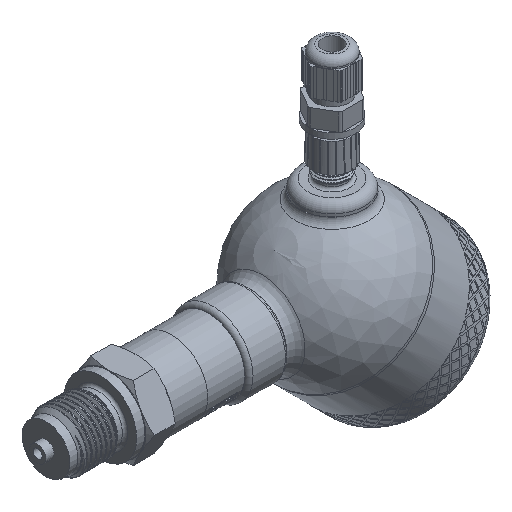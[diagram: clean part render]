
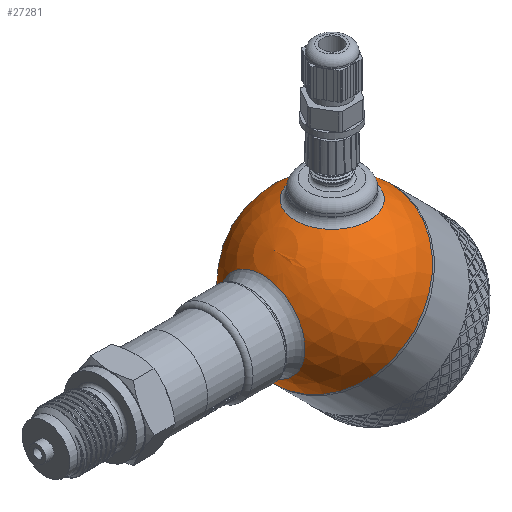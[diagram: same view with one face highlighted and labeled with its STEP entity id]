
A CAD part, isometric view. The second image highlights one B-rep face of the part: STEP entity #27281.
In plain terms, the highlighted spherical face has radius 30 mm.
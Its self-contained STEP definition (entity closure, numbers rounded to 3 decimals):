
#65=SPHERICAL_SURFACE('',#28936,30.);
#145=FACE_BOUND('',#3820,.T.);
#146=FACE_BOUND('',#3821,.T.);
#2081=FACE_OUTER_BOUND('',#3819,.T.);
#3819=EDGE_LOOP('',(#19701,#19702,#19703,#19704));
#3820=EDGE_LOOP('',(#19705));
#3821=EDGE_LOOP('',(#19706));
#5463=CIRCLE('',#28859,30.);
#5464=CIRCLE('',#28860,30.);
#5491=CIRCLE('',#28932,13.5);
#5494=CIRCLE('',#28937,30.);
#5495=CIRCLE('',#28938,15.643);
#10862=VERTEX_POINT('',#38464);
#10863=VERTEX_POINT('',#38466);
#11338=VERTEX_POINT('',#44528);
#11340=VERTEX_POINT('',#44535);
#11341=VERTEX_POINT('',#44537);
#13780=EDGE_CURVE('',#10862,#10863,#5463,.T.);
#13781=EDGE_CURVE('',#10863,#10862,#5464,.T.);
#14496=EDGE_CURVE('',#11338,#11338,#5491,.T.);
#14499=EDGE_CURVE('',#10863,#11340,#5494,.T.);
#14500=EDGE_CURVE('',#11341,#11341,#5495,.T.);
#19701=ORIENTED_EDGE('',*,*,#13781,.F.);
#19702=ORIENTED_EDGE('',*,*,#14499,.T.);
#19703=ORIENTED_EDGE('',*,*,#14499,.F.);
#19704=ORIENTED_EDGE('',*,*,#13780,.F.);
#19705=ORIENTED_EDGE('',*,*,#14500,.F.);
#19706=ORIENTED_EDGE('',*,*,#14496,.F.);
#27281=ADVANCED_FACE('',(#2081,#145,#146),#65,.T.);
#28859=AXIS2_PLACEMENT_3D('',#38467,#30348,#30349);
#28860=AXIS2_PLACEMENT_3D('',#38468,#30350,#30351);
#28932=AXIS2_PLACEMENT_3D('',#44529,#30746,#30747);
#28936=AXIS2_PLACEMENT_3D('',#44534,#30754,#30755);
#28937=AXIS2_PLACEMENT_3D('',#44536,#30756,#30757);
#28938=AXIS2_PLACEMENT_3D('',#44538,#30758,#30759);
#30348=DIRECTION('center_axis',(1.,0.,0.));
#30349=DIRECTION('ref_axis',(0.,1.,0.));
#30350=DIRECTION('center_axis',(1.,0.,0.));
#30351=DIRECTION('ref_axis',(0.,1.,0.));
#30746=DIRECTION('center_axis',(-0.707,0.,-0.707));
#30747=DIRECTION('ref_axis',(-0.707,0.,0.707));
#30754=DIRECTION('center_axis',(1.,0.,0.));
#30755=DIRECTION('ref_axis',(0.,-1.,0.));
#30756=DIRECTION('center_axis',(0.,0.,1.));
#30757=DIRECTION('ref_axis',(0.,1.,0.));
#30758=DIRECTION('center_axis',(-0.707,0.,0.707));
#30759=DIRECTION('ref_axis',(0.707,0.,0.707));
#38464=CARTESIAN_POINT('',(0.,-30.,0.));
#38466=CARTESIAN_POINT('',(0.,30.,0.));
#38467=CARTESIAN_POINT('Origin',(0.,0.,0.));
#38468=CARTESIAN_POINT('Origin',(0.,0.,0.));
#44528=CARTESIAN_POINT('',(-9.398,0.,-28.49));
#44529=CARTESIAN_POINT('Origin',(-18.944,0.,-18.944));
#44534=CARTESIAN_POINT('Origin',(0.,0.,0.));
#44535=CARTESIAN_POINT('',(-30.,0.,0.));
#44536=CARTESIAN_POINT('Origin',(0.,0.,0.));
#44537=CARTESIAN_POINT('',(-29.162,0.,7.04));
#44538=CARTESIAN_POINT('Origin',(-18.101,0.,18.101));
